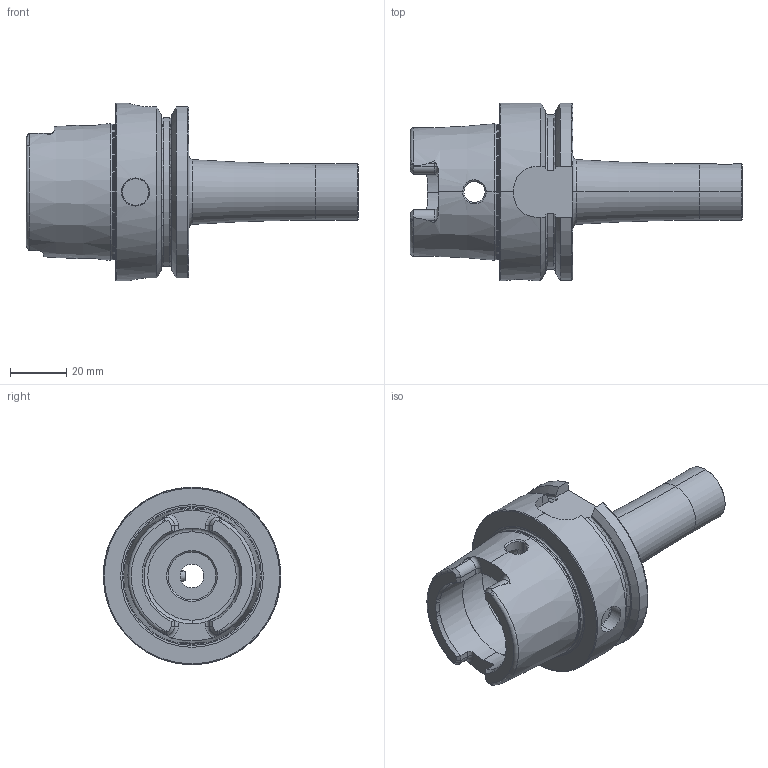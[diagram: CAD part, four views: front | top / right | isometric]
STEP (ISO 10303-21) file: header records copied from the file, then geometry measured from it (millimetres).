
FILE_DESCRIPTION (( 'STEP AP203' ), '1' );
FILE_NAME ('A44.806.020.086.STEP', '2018-03-12T09:21:14', ( 'SWIAdmin' ), ( 'Hewlett-Packard Company' ), 'SwSTEP 2.0', 'SolidWorks 2017', '' );
FILE_SCHEMA (( 'CONFIG_CONTROL_DESIGN' ));
Length unit declared in the file: millimetre
Products named in the file (3): A44.806.020.086; HA6-WH1.K01.086_C; WH1-ER1.001.008
Assembly tree (2 placements, depth 2):
  A44.806.020.086
    HA6-WH1.K01.086_C
    WH1-ER1.001.008
Bounding box: 117.9 x 63 x 63 mm (x, y, z)
Volume: 97821 mm3; surface area: 27874.1 mm2
Topology: 2 solids, 2 shells, 211 faces, 539 edges, 333 vertices
Faces by surface type: plane 61, cylinder 55, cone 42, torus 41, bspline 12
Entity records: 8164 total; most frequent: CARTESIAN_POINT 2942, ORIENTED_EDGE 1074, DIRECTION 994, EDGE_CURVE 537, AXIS2_PLACEMENT_3D 408, VERTEX_POINT 333, EDGE_LOOP 222, ADVANCED_FACE 211
